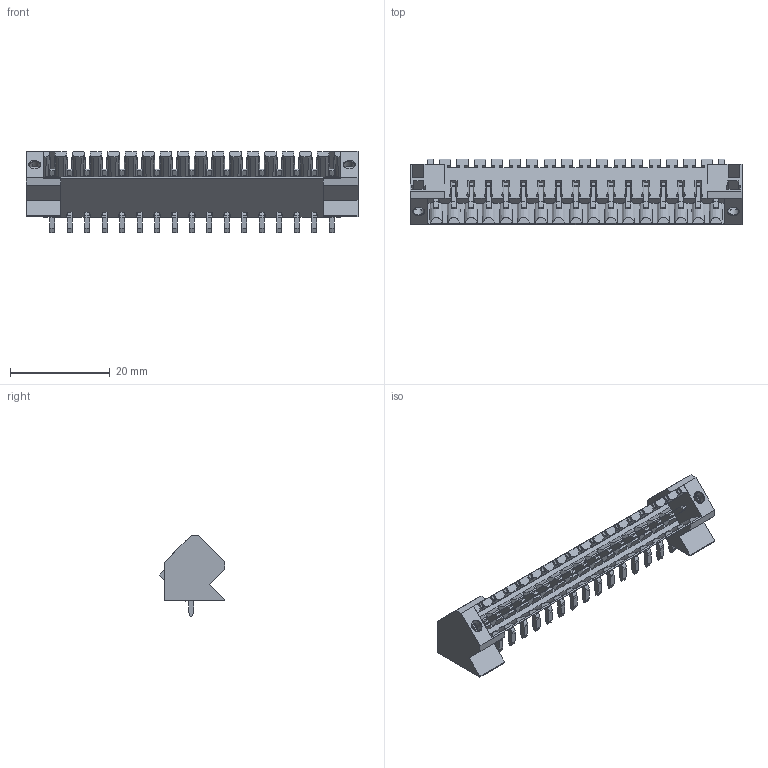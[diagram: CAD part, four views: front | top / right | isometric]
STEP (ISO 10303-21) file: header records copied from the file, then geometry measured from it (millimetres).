
FILE_DESCRIPTION(('CATIA V5 STEP Exchange','CAx-IF Rec.Pracs.--- Model Styling and Organization---1.2---2011-12-15'),'2;1');
FILE_NAME ('D1454212_0_1643480000_1643480000.stp','2018-10-10T07:23:06+00:00',('none'),('Weidmueller'),'CATIA Version 5-6 Release 2014','CATIA V5 STEP AP214','none');
FILE_SCHEMA(('AUTOMOTIVE_DESIGN { 1 0 10303 214 1 1 1 1 }'));
Length unit declared in the file: millimetre
Products named in the file (1): 1643480000
Bounding box: 66.5 x 13.15 x 16.23 mm (x, y, z)
Volume: 2919.5 mm3; surface area: 6489.5 mm2
Topology: 18 solids, 18 shells, 1373 faces, 3969 edges, 2634 vertices
Faces by surface type: plane 1149, cylinder 203, cone 21
Entity records: 41986 total; most frequent: CARTESIAN_POINT 9542, ORIENTED_EDGE 7938, DIRECTION 4824, EDGE_CURVE 3969, VECTOR 3217, LINE 3217, VERTEX_POINT 2634, EDGE_LOOP 1413
